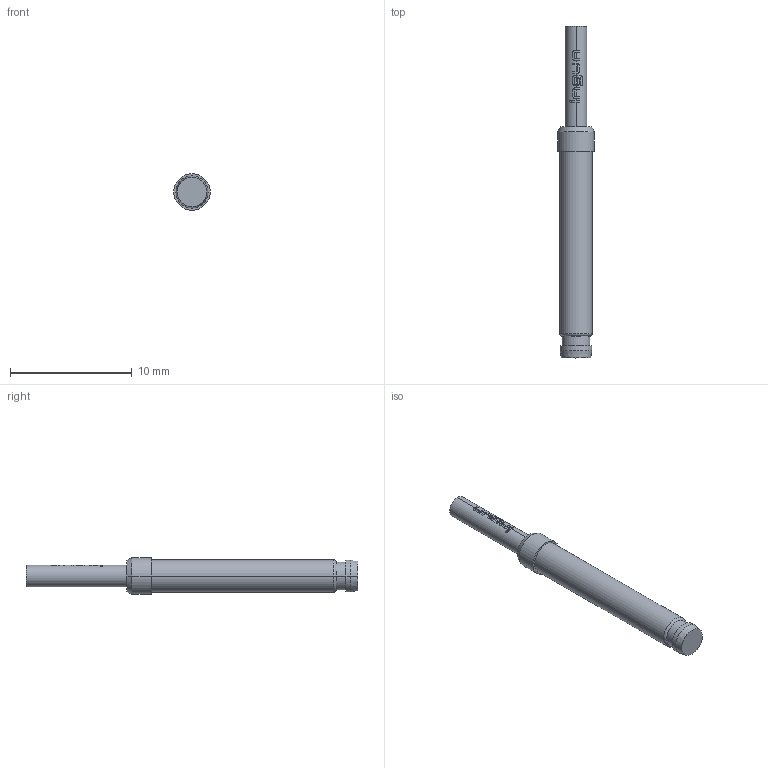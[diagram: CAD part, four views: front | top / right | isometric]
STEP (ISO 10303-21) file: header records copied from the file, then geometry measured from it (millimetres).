
FILE_DESCRIPTION (( 'STEP AP203' ), '1' );
FILE_NAME ('INGUN_GKS-113_302_180_A_xx02.STEP', '2022-09-12T12:56:15', ( 'ochi' ), ( '' ), 'SwSTEP 2.0', 'SolidWorks 2021', '' );
FILE_SCHEMA (( 'CONFIG_CONTROL_DESIGN' ));
Length unit declared in the file: millimetre
Products named in the file (1): INGUN_GKS-113_302_180_A_xx02
Bounding box: 3 x 27.3 x 3 mm (x, y, z)
Volume: 127.2 mm3; surface area: 220 mm2
Topology: 1 solids, 1 shells, 102 faces, 280 edges, 184 vertices
Faces by surface type: plane 45, cylinder 29, bspline 22, cone 4, torus 2
Entity records: 3621 total; most frequent: CARTESIAN_POINT 1087, ORIENTED_EDGE 560, DIRECTION 458, EDGE_CURVE 280, VERTEX_POINT 184, AXIS2_PLACEMENT_3D 183, EDGE_LOOP 106, ADVANCED_FACE 102
